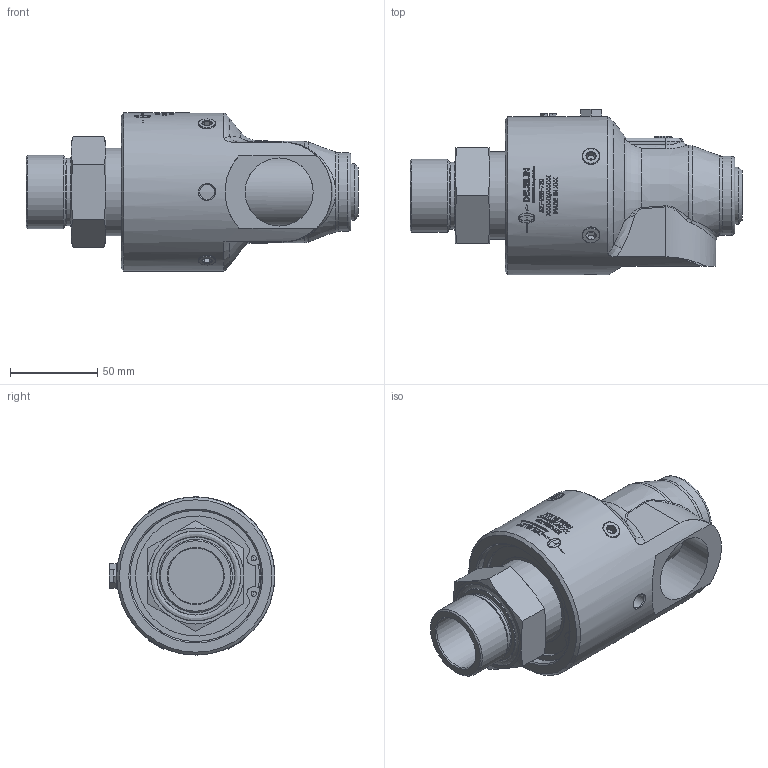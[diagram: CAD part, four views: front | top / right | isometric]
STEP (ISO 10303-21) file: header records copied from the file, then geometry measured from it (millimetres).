
FILE_DESCRIPTION(/* description */ ('UNION, 1 1/4 BSP RH ROTOR','CAx-IF Rec.Pracs.---Representation and Presentation of Product Manufacturing Information (PMI)---4.0---2014-10-13'),/* implementation_level */ '2;1');
FILE_NAME(/* name */ '527-265-720-IC.stp',/* time_stamp */ '2022-05-31T15:48:40-05:00',/* author */ ('mikar'),/* organization */ ('Deublin'),/* preprocessor_version */ 'ST-DEVELOPER v18.1',/* originating_system */ 'Autodesk Inventor 2022',/* authorisation */ '');
FILE_SCHEMA (('AP242_MANAGED_MODEL_BASED_3D_ENGINEERING_MIM_LF { 1 0 10303 442 1 1 4 }'));
Products named in the file (1): 527-265-720-IC
Bounding box: 190.08 x 94.78 x 90.5 mm (x, y, z)
Volume: 587091.1 mm3; surface area: 82960.1 mm2
Topology: 3 solids, 9 shells, 1226 faces, 3225 edges, 2128 vertices
Faces by surface type: bspline 558, plane 428, cylinder 138, cone 87, torus 12, sphere 3
Full cylindrical faces by diameter (mm): 2.5 x1, 3 x3, 3.12 x2, 5 x2, 6.25 x5, 6.325 x1, 8.566 x7, 31.8 x1, 38.5 x1, 38.952 x1, 39.75 x1, 41.91 x1, 44.7 x2, 50.1 x1, 51.5 x2, 53.5 x1, 56.742 x1, 69 x1, 75.08 x1, 90.5 x1
Entity records: 51377 total; most frequent: CARTESIAN_POINT 24133, ORIENTED_EDGE 6428, DIRECTION 3996, EDGE_CURVE 3214, VERTEX_POINT 2128, AXIS2_PLACEMENT_3D 1377, EDGE_LOOP 1360, LINE 1242
